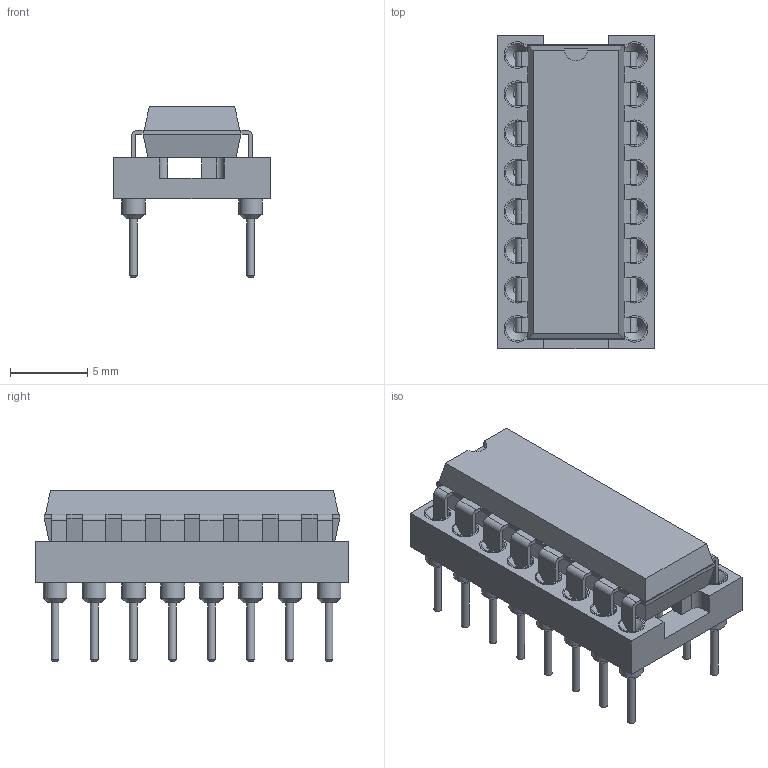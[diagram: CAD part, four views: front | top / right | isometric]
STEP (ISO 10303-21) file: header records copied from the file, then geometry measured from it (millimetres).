
FILE_DESCRIPTION(('FreeCAD Model'),'2;1');
FILE_NAME('DIP-16_with_socket.step','2019-01-20T21:32:31',('Author'),(''), 'Open CASCADE STEP processor 7.2','FreeCAD','Unknown');
FILE_SCHEMA(('AUTOMOTIVE_DESIGN_CC2 { 1 2 10303 214 -1 1 5 4 }'));
Length unit declared in the file: millimetre
Products named in the file (2): DIP_16_W762mm_Socket; DIP-16_W7.62mm
Bounding box: 10.16 x 20.32 x 11.06 mm (x, y, z)
Volume: 790.1 mm3; surface area: 1400 mm2
Topology: 2 solids, 2 shells, 515 faces, 1190 edges, 757 vertices
Faces by surface type: plane 330, cylinder 109, cone 48, bspline 28
Full cylindrical faces by diameter (mm): 0.508 x32, 1.524 x16, 1.724 x16
Entity records: 18331 total; most frequent: CARTESIAN_POINT 2863, DIRECTION 2431, ORIENTED_EDGE 2380, EDGE_CURVE 1190, LINE 887, VECTOR 887, AXIS2_PLACEMENT_3D 772, VERTEX_POINT 757
